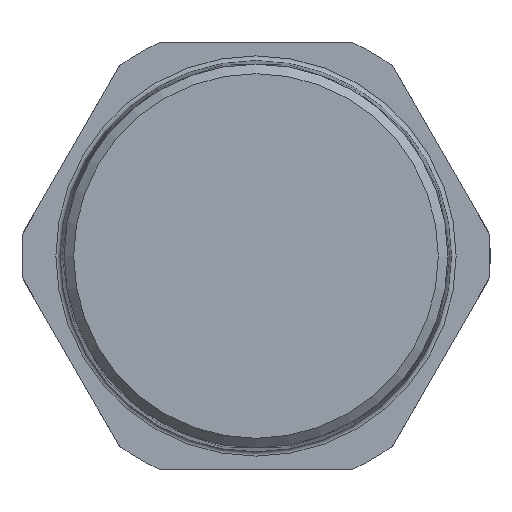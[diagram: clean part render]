
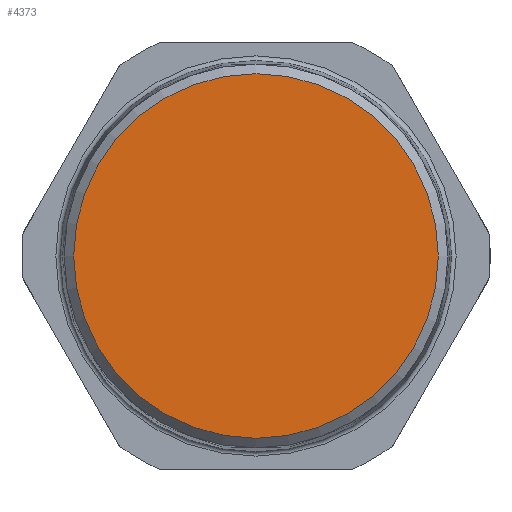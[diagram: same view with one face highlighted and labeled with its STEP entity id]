
A CAD part, left-side view. The second image highlights one B-rep face of the part: STEP entity #4373.
In plain terms, the highlighted planar face has unit normal (-1, 0, 0).
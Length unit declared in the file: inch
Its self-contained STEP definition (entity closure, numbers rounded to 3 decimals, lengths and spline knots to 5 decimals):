
#900=FACE_OUTER_BOUND('',#1130,.T.);
#1130=EDGE_LOOP('',(#3712));
#1426=CIRCLE('',#4892,0.77396);
#1862=VERTEX_POINT('',#8574);
#2488=EDGE_CURVE('',#1862,#1862,#1426,.T.);
#3712=ORIENTED_EDGE('',*,*,#2488,.F.);
#3935=PLANE('',#4891);
#4373=ADVANCED_FACE('',(#900),#3935,.T.);
#4891=AXIS2_PLACEMENT_3D('',#8573,#6063,#6064);
#4892=AXIS2_PLACEMENT_3D('',#8575,#6065,#6066);
#6063=DIRECTION('center_axis',(-1.,0.,0.));
#6064=DIRECTION('ref_axis',(0.,0.,-1.));
#6065=DIRECTION('center_axis',(1.,0.,0.));
#6066=DIRECTION('ref_axis',(0.,1.,0.));
#8573=CARTESIAN_POINT('Origin',(-1.01319,-0.81333,0.));
#8574=CARTESIAN_POINT('',(-1.01319,-0.77396,0.));
#8575=CARTESIAN_POINT('Origin',(-1.01319,0.,0.));
